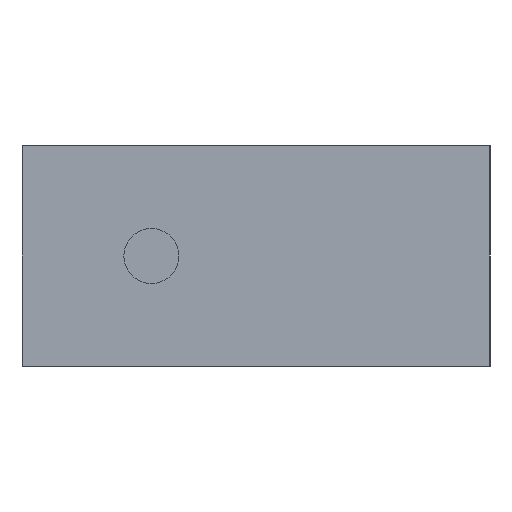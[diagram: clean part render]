
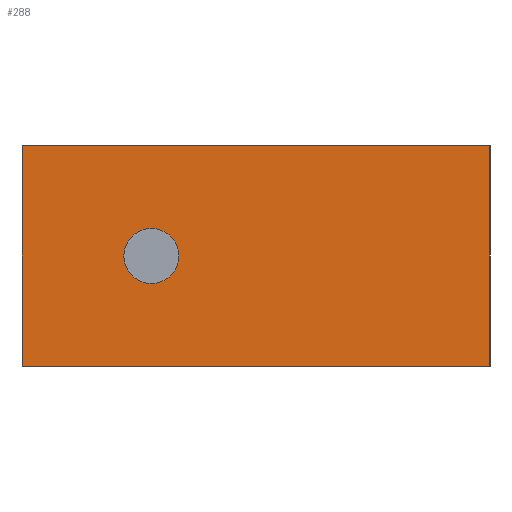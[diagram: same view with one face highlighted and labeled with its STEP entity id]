
A CAD part, front view. The second image highlights one B-rep face of the part: STEP entity #288.
In plain terms, the highlighted face is planar.
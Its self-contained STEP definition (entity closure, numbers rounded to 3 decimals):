
#6 = EDGE_CURVE ( 'NONE', #913, #218, #279, .T. ) ;
#55 = FACE_OUTER_BOUND ( 'NONE', #122, .T. ) ;
#106 = EDGE_CURVE ( 'NONE', #629, #469, #476, .T. ) ;
#122 = EDGE_LOOP ( 'NONE', ( #253, #160, #260, #745 ) ) ;
#160 = ORIENTED_EDGE ( 'NONE', *, *, #106, .F. ) ;
#174 = PLANE ( 'NONE',  #338 ) ;
#185 = CARTESIAN_POINT ( 'NONE',  ( 6., -4.25, 2. ) ) ;
#189 = DIRECTION ( 'NONE',  ( -1., 0., 0. ) ) ;
#218 = VERTEX_POINT ( 'NONE', #249 ) ;
#249 = CARTESIAN_POINT ( 'NONE',  ( 6., -4.25, -2. ) ) ;
#253 = ORIENTED_EDGE ( 'NONE', *, *, #598, .T. ) ;
#260 = ORIENTED_EDGE ( 'NONE', *, *, #471, .F. ) ;
#279 = LINE ( 'NONE', #626, #782 ) ;
#285 = CARTESIAN_POINT ( 'NONE',  ( 6., -4.25, 2. ) ) ;
#288 = ADVANCED_FACE ( 'NONE', ( #55 ), #174, .F. ) ;
#338 = AXIS2_PLACEMENT_3D ( 'NONE', #185, #189, #887 ) ;
#359 = DIRECTION ( 'NONE',  ( 0., 0., -1. ) ) ;
#469 = VERTEX_POINT ( 'NONE', #904 ) ;
#471 = EDGE_CURVE ( 'NONE', #913, #629, #486, .T. ) ;
#476 = LINE ( 'NONE', #696, #881 ) ;
#477 = VECTOR ( 'NONE', #552, 1000. ) ;
#486 = LINE ( 'NONE', #897, #477 ) ;
#501 = DIRECTION ( 'NONE',  ( 0., 1., 0. ) ) ;
#552 = DIRECTION ( 'NONE',  ( 0., 1., 0. ) ) ;
#559 = CARTESIAN_POINT ( 'NONE',  ( 6., 4.25, 2. ) ) ;
#598 = EDGE_CURVE ( 'NONE', #218, #469, #793, .T. ) ;
#626 = CARTESIAN_POINT ( 'NONE',  ( 6., -4.25, 2. ) ) ;
#628 = DIRECTION ( 'NONE',  ( 0., 0., -1. ) ) ;
#629 = VERTEX_POINT ( 'NONE', #559 ) ;
#696 = CARTESIAN_POINT ( 'NONE',  ( 6., 4.25, 2. ) ) ;
#745 = ORIENTED_EDGE ( 'NONE', *, *, #6, .T. ) ;
#782 = VECTOR ( 'NONE', #359, 1000. ) ;
#793 = LINE ( 'NONE', #847, #882 ) ;
#847 = CARTESIAN_POINT ( 'NONE',  ( 6., -4.25, -2. ) ) ;
#881 = VECTOR ( 'NONE', #628, 1000. ) ;
#882 = VECTOR ( 'NONE', #501, 1000. ) ;
#887 = DIRECTION ( 'NONE',  ( 0., 0., 1. ) ) ;
#897 = CARTESIAN_POINT ( 'NONE',  ( 6., -4.25, 2. ) ) ;
#904 = CARTESIAN_POINT ( 'NONE',  ( 6., 4.25, -2. ) ) ;
#913 = VERTEX_POINT ( 'NONE', #285 ) ;
